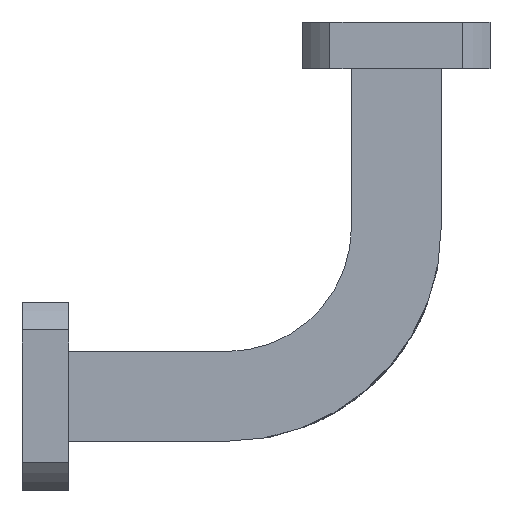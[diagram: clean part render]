
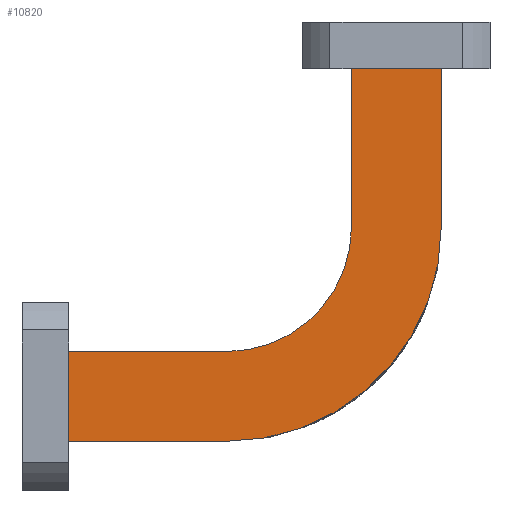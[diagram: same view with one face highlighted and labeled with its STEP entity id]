
A CAD part, front view. The second image highlights one B-rep face of the part: STEP entity #10820.
In plain terms, the highlighted planar face has unit normal (0, -1, 0).
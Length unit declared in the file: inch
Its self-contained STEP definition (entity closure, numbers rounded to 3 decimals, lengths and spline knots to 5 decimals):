
#21 = CARTESIAN_POINT ( 'NONE',  ( -0.67996, -0.10988, -0.82004 ) ) ;
#814 = CARTESIAN_POINT ( 'NONE',  ( -0.67996, -0.10988, -1.32004 ) ) ;
#1341 = ORIENTED_EDGE ( 'NONE', *, *, #1999, .F. ) ;
#1619 = AXIS2_PLACEMENT_3D ( 'NONE', #4673, #11387, #8030 ) ;
#1999 = EDGE_CURVE ( 'NONE', #11785, #4338, #13366, .T. ) ;
#2055 = VERTEX_POINT ( 'NONE', #13813 ) ;
#2064 = CARTESIAN_POINT ( 'NONE',  ( -0.17996, -0.10988, -0.187 ) ) ;
#2158 = CARTESIAN_POINT ( 'NONE',  ( -0.17996, -0.10988, -0.187 ) ) ;
#2306 = EDGE_CURVE ( 'NONE', #5808, #12500, #10722, .T. ) ;
#2748 = CARTESIAN_POINT ( 'NONE',  ( 0.17996, -0.10988, -0.82004 ) ) ;
#2868 = CIRCLE ( 'NONE', #14750, 0.85992 ) ;
#2926 = CARTESIAN_POINT ( 'NONE',  ( -0.17996, -0.10988, -0.82004 ) ) ;
#3187 = VECTOR ( 'NONE', #6341, 39.37008 ) ;
#3204 = CARTESIAN_POINT ( 'NONE',  ( -1.313, -0.10988, -1.32004 ) ) ;
#3404 = CARTESIAN_POINT ( 'NONE',  ( -1.313, -0.10988, -1.67996 ) ) ;
#3442 = DIRECTION ( 'NONE',  ( 1., 0., 0. ) ) ;
#4011 = VECTOR ( 'NONE', #6367, 39.37008 ) ;
#4032 = EDGE_CURVE ( 'NONE', #12576, #5808, #9414, .T. ) ;
#4233 = CARTESIAN_POINT ( 'NONE',  ( 0.17996, -0.10988, -0.187 ) ) ;
#4338 = VERTEX_POINT ( 'NONE', #2064 ) ;
#4373 = DIRECTION ( 'NONE',  ( 0., 0., -1. ) ) ;
#4655 = VERTEX_POINT ( 'NONE', #9877 ) ;
#4673 = CARTESIAN_POINT ( 'NONE',  ( -0.67996, -0.10988, -0.82004 ) ) ;
#4848 = CARTESIAN_POINT ( 'NONE',  ( -0.67996, -0.10988, -0.82004 ) ) ;
#5124 = ORIENTED_EDGE ( 'NONE', *, *, #12860, .F. ) ;
#5808 = VERTEX_POINT ( 'NONE', #3204 ) ;
#6341 = DIRECTION ( 'NONE',  ( -1., 0., 0. ) ) ;
#6346 = DIRECTION ( 'NONE',  ( 0., 0., -1. ) ) ;
#6367 = DIRECTION ( 'NONE',  ( 1., 0., 0. ) ) ;
#7313 = ORIENTED_EDGE ( 'NONE', *, *, #14639, .F. ) ;
#7590 = ORIENTED_EDGE ( 'NONE', *, *, #8380, .F. ) ;
#8030 = DIRECTION ( 'NONE',  ( 0., 0., -1. ) ) ;
#8094 = VERTEX_POINT ( 'NONE', #2748 ) ;
#8355 = DIRECTION ( 'NONE',  ( 0., -1., 0. ) ) ;
#8380 = EDGE_CURVE ( 'NONE', #2055, #12576, #10846, .T. ) ;
#8585 = EDGE_CURVE ( 'NONE', #4338, #4655, #9167, .T. ) ;
#8791 = DIRECTION ( 'NONE',  ( 0., 0., 1. ) ) ;
#8958 = DIRECTION ( 'NONE',  ( 0., 1., 0. ) ) ;
#9167 = LINE ( 'NONE', #2158, #12686 ) ;
#9257 = PLANE ( 'NONE',  #1619 ) ;
#9337 = EDGE_CURVE ( 'NONE', #12500, #11785, #14383, .T. ) ;
#9340 = DIRECTION ( 'NONE',  ( 0., 0., 1. ) ) ;
#9414 = LINE ( 'NONE', #14201, #9433 ) ;
#9425 = VECTOR ( 'NONE', #14826, 39.37008 ) ;
#9433 = VECTOR ( 'NONE', #9340, 39.37008 ) ;
#9707 = CARTESIAN_POINT ( 'NONE',  ( -1.313, -0.10988, -1.67996 ) ) ;
#9768 = AXIS2_PLACEMENT_3D ( 'NONE', #4848, #8355, #6346 ) ;
#9877 = CARTESIAN_POINT ( 'NONE',  ( 0.17996, -0.10988, -0.187 ) ) ;
#10372 = CARTESIAN_POINT ( 'NONE',  ( -0.17996, -0.10988, -0.82004 ) ) ;
#10598 = VECTOR ( 'NONE', #8791, 39.37008 ) ;
#10722 = LINE ( 'NONE', #10868, #4011 ) ;
#10820 = ADVANCED_FACE ( 'NONE', ( #15036 ), #9257, .T. ) ;
#10846 = LINE ( 'NONE', #9707, #3187 ) ;
#10868 = CARTESIAN_POINT ( 'NONE',  ( -1.313, -0.10988, -1.32004 ) ) ;
#11179 = LINE ( 'NONE', #4233, #9425 ) ;
#11241 = ORIENTED_EDGE ( 'NONE', *, *, #4032, .F. ) ;
#11387 = DIRECTION ( 'NONE',  ( 0., -1., 0. ) ) ;
#11785 = VERTEX_POINT ( 'NONE', #10372 ) ;
#12191 = EDGE_LOOP ( 'NONE', ( #7590, #5124, #7313, #15043, #1341, #14830, #12795, #11241 ) ) ;
#12500 = VERTEX_POINT ( 'NONE', #814 ) ;
#12576 = VERTEX_POINT ( 'NONE', #3404 ) ;
#12686 = VECTOR ( 'NONE', #3442, 39.37008 ) ;
#12795 = ORIENTED_EDGE ( 'NONE', *, *, #2306, .F. ) ;
#12860 = EDGE_CURVE ( 'NONE', #8094, #2055, #2868, .T. ) ;
#13366 = LINE ( 'NONE', #2926, #10598 ) ;
#13813 = CARTESIAN_POINT ( 'NONE',  ( -0.67996, -0.10988, -1.67996 ) ) ;
#14201 = CARTESIAN_POINT ( 'NONE',  ( -1.313, -0.10988, -1.67996 ) ) ;
#14383 = CIRCLE ( 'NONE', #9768, 0.5 ) ;
#14639 = EDGE_CURVE ( 'NONE', #4655, #8094, #11179, .T. ) ;
#14750 = AXIS2_PLACEMENT_3D ( 'NONE', #21, #8958, #4373 ) ;
#14826 = DIRECTION ( 'NONE',  ( 0., 0., -1. ) ) ;
#14830 = ORIENTED_EDGE ( 'NONE', *, *, #9337, .F. ) ;
#15036 = FACE_OUTER_BOUND ( 'NONE', #12191, .T. ) ;
#15043 = ORIENTED_EDGE ( 'NONE', *, *, #8585, .F. ) ;
